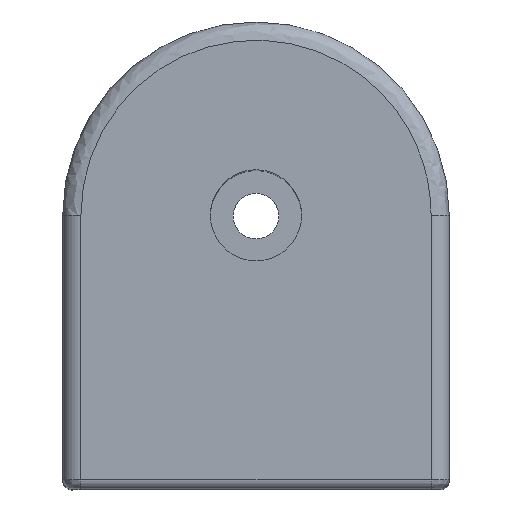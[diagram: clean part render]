
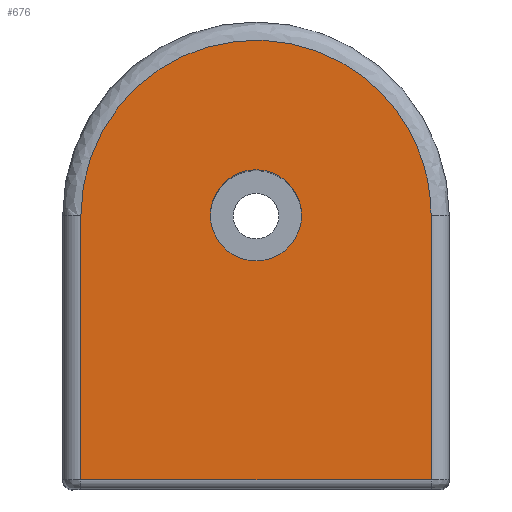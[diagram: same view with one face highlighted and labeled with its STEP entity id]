
A CAD part, top view. The second image highlights one B-rep face of the part: STEP entity #676.
In plain terms, the highlighted planar face has unit normal (0, 0, 1).
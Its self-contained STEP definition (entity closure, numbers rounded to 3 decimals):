
#48 = EDGE_CURVE ( 'NONE', #1469, #864, #923, .T. ) ;
#62 = ORIENTED_EDGE ( 'NONE', *, *, #1803, .T. ) ;
#131 = DIRECTION ( 'NONE',  ( 0., 0., -1. ) ) ;
#136 = CARTESIAN_POINT ( 'NONE',  ( -1985.385, -176.887, 820.024 ) ) ;
#147 = VECTOR ( 'NONE', #1572, 1000. ) ;
#155 = CARTESIAN_POINT ( 'NONE',  ( -2023.785, -215.287, 820.024 ) ) ;
#186 = CARTESIAN_POINT ( 'NONE',  ( -2023.785, -244.298, 820.024 ) ) ;
#194 = AXIS2_PLACEMENT_3D ( 'NONE', #763, #131, #916 ) ;
#206 = CARTESIAN_POINT ( 'NONE',  ( 0., -244.298, 820.024 ) ) ;
#282 = AXIS2_PLACEMENT_3D ( 'NONE', #566, #725, #1772 ) ;
#325 = EDGE_CURVE ( 'NONE', #1469, #413, #1109, .T. ) ;
#413 = VERTEX_POINT ( 'NONE', #186 ) ;
#434 = LINE ( 'NONE', #206, #147 ) ;
#443 = CIRCLE ( 'NONE', #194, 5. ) ;
#459 = DIRECTION ( 'NONE',  ( 0., -1., 0. ) ) ;
#462 = AXIS2_PLACEMENT_3D ( 'NONE', #1648, #907, #1043 ) ;
#492 = ORIENTED_EDGE ( 'NONE', *, *, #48, .F. ) ;
#557 = EDGE_CURVE ( 'NONE', #413, #1199, #434, .T. ) ;
#566 = CARTESIAN_POINT ( 'NONE',  ( 0., 0., 820.024 ) ) ;
#621 = VERTEX_POINT ( 'NONE', #1601 ) ;
#676 = ADVANCED_FACE ( 'NONE', ( #757, #1389 ), #1457, .T. ) ;
#720 = ORIENTED_EDGE ( 'NONE', *, *, #557, .T. ) ;
#723 = EDGE_CURVE ( 'NONE', #1338, #621, #1368, .T. ) ;
#725 = DIRECTION ( 'NONE',  ( 0., 0., 1. ) ) ;
#757 = FACE_BOUND ( 'NONE', #1911, .T. ) ;
#763 = CARTESIAN_POINT ( 'NONE',  ( -2004.585, -215.287, 820.024 ) ) ;
#828 = DIRECTION ( 'NONE',  ( 0., -1., 0. ) ) ;
#864 = VERTEX_POINT ( 'NONE', #1349 ) ;
#907 = DIRECTION ( 'NONE',  ( 0., 0., -1. ) ) ;
#916 = DIRECTION ( 'NONE',  ( -1., 0., 0. ) ) ;
#923 =( BOUNDED_CURVE ( )  B_SPLINE_CURVE ( 3, ( #155, #1671, #136, #1363 ),
 .UNSPECIFIED., .F., .T. ) 
 B_SPLINE_CURVE_WITH_KNOTS ( ( 4, 4 ),
 ( 0., 1. ),
 .UNSPECIFIED. ) 
 CURVE ( )  GEOMETRIC_REPRESENTATION_ITEM ( )  RATIONAL_B_SPLINE_CURVE ( ( 1., 0.333, 0.333, 1. ) ) 
 REPRESENTATION_ITEM ( '' )  );
#947 = ORIENTED_EDGE ( 'NONE', *, *, #325, .T. ) ;
#962 = ORIENTED_EDGE ( 'NONE', *, *, #723, .T. ) ;
#1008 = LINE ( 'NONE', #1944, #1313 ) ;
#1043 = DIRECTION ( 'NONE',  ( -1., 0., 0. ) ) ;
#1092 = CARTESIAN_POINT ( 'NONE',  ( -2023.785, -215.287, 820.024 ) ) ;
#1109 = LINE ( 'NONE', #1123, #1883 ) ;
#1123 = CARTESIAN_POINT ( 'NONE',  ( -2023.785, 0., 820.024 ) ) ;
#1192 = CARTESIAN_POINT ( 'NONE',  ( -2009.585, -215.287, 820.024 ) ) ;
#1199 = VERTEX_POINT ( 'NONE', #1302 ) ;
#1302 = CARTESIAN_POINT ( 'NONE',  ( -1985.385, -244.298, 820.024 ) ) ;
#1313 = VECTOR ( 'NONE', #459, 1000. ) ;
#1338 = VERTEX_POINT ( 'NONE', #1192 ) ;
#1349 = CARTESIAN_POINT ( 'NONE',  ( -1985.385, -215.287, 820.024 ) ) ;
#1363 = CARTESIAN_POINT ( 'NONE',  ( -1985.385, -215.287, 820.024 ) ) ;
#1368 = CIRCLE ( 'NONE', #462, 5. ) ;
#1389 = FACE_OUTER_BOUND ( 'NONE', #1892, .T. ) ;
#1457 = PLANE ( 'NONE',  #282 ) ;
#1469 = VERTEX_POINT ( 'NONE', #1092 ) ;
#1572 = DIRECTION ( 'NONE',  ( 1., 0., 0. ) ) ;
#1601 = CARTESIAN_POINT ( 'NONE',  ( -1999.585, -215.287, 820.024 ) ) ;
#1648 = CARTESIAN_POINT ( 'NONE',  ( -2004.585, -215.287, 820.024 ) ) ;
#1649 = ORIENTED_EDGE ( 'NONE', *, *, #1770, .F. ) ;
#1671 = CARTESIAN_POINT ( 'NONE',  ( -2023.785, -176.887, 820.024 ) ) ;
#1770 = EDGE_CURVE ( 'NONE', #864, #1199, #1008, .T. ) ;
#1772 = DIRECTION ( 'NONE',  ( 1., 0., 0. ) ) ;
#1803 = EDGE_CURVE ( 'NONE', #621, #1338, #443, .T. ) ;
#1883 = VECTOR ( 'NONE', #828, 1000. ) ;
#1892 = EDGE_LOOP ( 'NONE', ( #947, #720, #1649, #492 ) ) ;
#1911 = EDGE_LOOP ( 'NONE', ( #962, #62 ) ) ;
#1944 = CARTESIAN_POINT ( 'NONE',  ( -1985.385, 0., 820.024 ) ) ;
